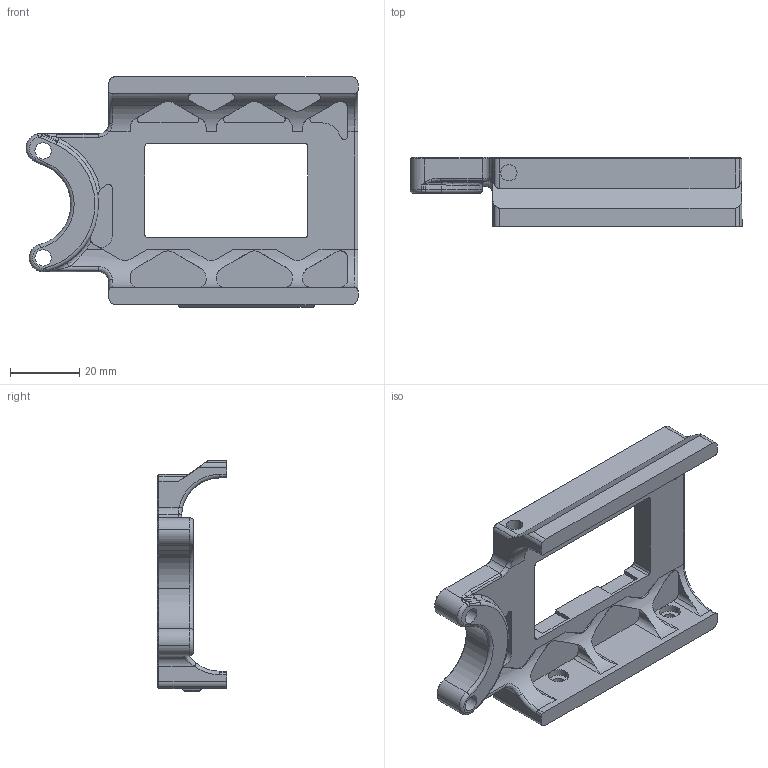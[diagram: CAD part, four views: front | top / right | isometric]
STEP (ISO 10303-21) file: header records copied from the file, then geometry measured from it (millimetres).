
FILE_DESCRIPTION (( 'STEP AP214' ), '1' );
FILE_NAME ('power_inlet_IECGS_1mm_Tensioner_Mod.STEP', '2023-01-27T02:56:38', ( '' ), ( '' ), 'SwSTEP 2.0', 'SolidWorks 2023', '' );
FILE_SCHEMA (( 'AUTOMOTIVE_DESIGN' ));
Length unit declared in the file: millimetre
Products named in the file (1): power_inlet_IECGS_1mm_Tensioner_Mod
Bounding box: 96.15 x 20 x 66.8 mm (x, y, z)
Volume: 36371.2 mm3; surface area: 16674.9 mm2
Topology: 1 solids, 1 shells, 305 faces, 824 edges, 521 vertices
Faces by surface type: cylinder 136, plane 120, cone 26, torus 13, bspline 10
Entity records: 10503 total; most frequent: CARTESIAN_POINT 2950, ORIENTED_EDGE 1644, DIRECTION 1535, EDGE_CURVE 822, AXIS2_PLACEMENT_3D 548, VERTEX_POINT 521, VECTOR 439, LINE 439
